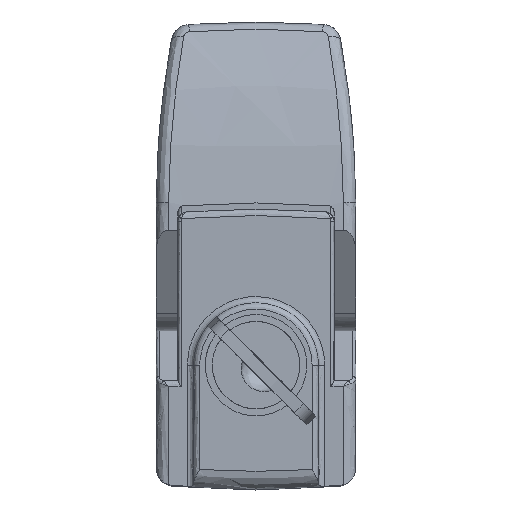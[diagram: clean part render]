
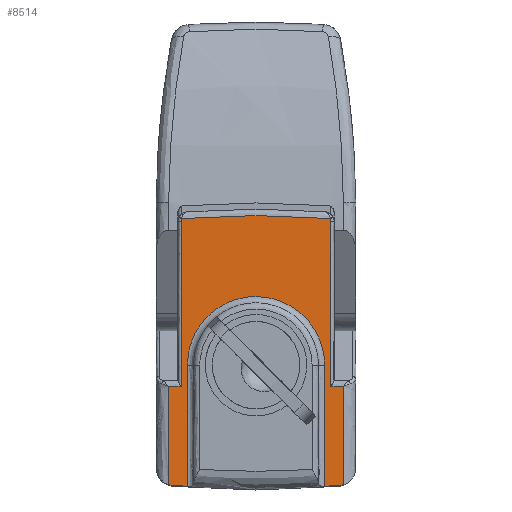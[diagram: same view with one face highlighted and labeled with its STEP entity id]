
A CAD part, front view. The second image highlights one B-rep face of the part: STEP entity #8514.
In plain terms, the highlighted free-form (B-spline) face has degree [1, 1] with [2, 2] control points.
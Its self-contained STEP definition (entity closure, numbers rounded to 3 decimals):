
#4654=CARTESIAN_POINT('',(-19.0,14.0,-11.392));
#4655=VERTEX_POINT('',#4654);
#4773=CARTESIAN_POINT('',(-19.0,-14.,-11.392));
#4774=VERTEX_POINT('',#4773);
#5005=CARTESIAN_POINT('',(-19.0,-13.587,-27.211));
#5006=VERTEX_POINT('',#5005);
#5007=CARTESIAN_POINT('',(-19.0,-14.,-27.138));
#5008=VERTEX_POINT('',#5007);
#5009=CARTESIAN_POINT('',(-19.0,-13.587,-27.211));
#5010=CARTESIAN_POINT('',(-19.,-13.727,-27.198));
#5011=CARTESIAN_POINT('',(-19.,-13.865,-27.174));
#5012=CARTESIAN_POINT('',(-19.0,-14.,-27.138));
#5013=B_SPLINE_CURVE_WITH_KNOTS('',3,(#5009,#5010,#5011,#5012),.UNSPECIFIED.,.F.,.U.,(4,4),(0.,0.42),.UNSPECIFIED.);
#5014=EDGE_CURVE('',#5006,#5008,#5013,.T.);
#5129=CARTESIAN_POINT('',(-19.0,13.587,-27.211));
#5130=VERTEX_POINT('',#5129);
#5138=CARTESIAN_POINT('',(-19.0,14.,-27.138));
#5139=VERTEX_POINT('',#5138);
#5140=CARTESIAN_POINT('',(-19.0,14.,-27.138));
#5141=CARTESIAN_POINT('',(-19.,13.865,-27.174));
#5142=CARTESIAN_POINT('',(-19.,13.727,-27.198));
#5143=CARTESIAN_POINT('',(-19.0,13.587,-27.211));
#5144=B_SPLINE_CURVE_WITH_KNOTS('',3,(#5140,#5141,#5142,#5143),.UNSPECIFIED.,.F.,.U.,(4,4),(0.,0.42),.UNSPECIFIED.);
#5145=EDGE_CURVE('',#5139,#5130,#5144,.T.);
#5211=CARTESIAN_POINT('',(-19.0,14.0,-11.392));
#5212=CARTESIAN_POINT('',(-19.0,14.,-27.138));
#5213=QUASI_UNIFORM_CURVE('',1,(#5211,#5212),.UNSPECIFIED.,.F.,.U.);
#5214=EDGE_CURVE('',#4655,#5139,#5213,.T.);
#5235=CARTESIAN_POINT('',(-19.0,-14.,-27.138));
#5236=CARTESIAN_POINT('',(-19.0,-14.,-11.392));
#5237=QUASI_UNIFORM_CURVE('',1,(#5235,#5236),.UNSPECIFIED.,.F.,.U.);
#5238=EDGE_CURVE('',#5008,#4774,#5237,.T.);
#6142=CARTESIAN_POINT('',(-19.0,-12.,15.071));
#6143=VERTEX_POINT('',#6142);
#6164=CARTESIAN_POINT('',(-19.0,-11.902,15.503));
#6165=VERTEX_POINT('',#6164);
#6175=CARTESIAN_POINT('',(-19.0,-12.,15.071));
#6176=CARTESIAN_POINT('',(-19.,-12.,15.22));
#6177=CARTESIAN_POINT('',(-19.,-11.966,15.369));
#6178=CARTESIAN_POINT('',(-19.0,-11.902,15.503));
#6179=B_SPLINE_CURVE_WITH_KNOTS('',3,(#6175,#6176,#6177,#6178),.UNSPECIFIED.,.F.,.U.,(4,4),(0.,0.447),.UNSPECIFIED.);
#6180=EDGE_CURVE('',#6143,#6165,#6179,.T.);
#6299=CARTESIAN_POINT('',(-19.0,-12.,-11.392));
#6300=VERTEX_POINT('',#6299);
#6330=CARTESIAN_POINT('',(-19.0,-12.,-11.392));
#6331=CARTESIAN_POINT('',(-19.0,-12.,15.071));
#6332=QUASI_UNIFORM_CURVE('',1,(#6330,#6331),.UNSPECIFIED.,.F.,.U.);
#6333=EDGE_CURVE('',#6300,#6143,#6332,.T.);
#6378=CARTESIAN_POINT('',(-19.0,11.902,15.503));
#6379=VERTEX_POINT('',#6378);
#6467=CARTESIAN_POINT('',(-19.0,12.,15.071));
#6468=VERTEX_POINT('',#6467);
#6478=CARTESIAN_POINT('',(-19.0,11.902,15.503));
#6479=CARTESIAN_POINT('',(-19.,11.966,15.369));
#6480=CARTESIAN_POINT('',(-19.,12.,15.22));
#6481=CARTESIAN_POINT('',(-19.0,12.,15.071));
#6482=B_SPLINE_CURVE_WITH_KNOTS('',3,(#6478,#6479,#6480,#6481),.UNSPECIFIED.,.F.,.U.,(4,4),(0.,0.447),.UNSPECIFIED.);
#6483=EDGE_CURVE('',#6379,#6468,#6482,.T.);
#6510=CARTESIAN_POINT('',(-19.0,12.,-11.392));
#6511=VERTEX_POINT('',#6510);
#6537=CARTESIAN_POINT('',(-19.0,12.,15.071));
#6538=CARTESIAN_POINT('',(-19.0,12.,-11.392));
#6539=QUASI_UNIFORM_CURVE('',1,(#6537,#6538),.UNSPECIFIED.,.F.,.U.);
#6540=EDGE_CURVE('',#6468,#6511,#6539,.T.);
#6576=CARTESIAN_POINT('',(-19.0,-11.902,15.503));
#6577=CARTESIAN_POINT('',(-19.,-3.984,16.138));
#6578=CARTESIAN_POINT('',(-19.,3.984,16.138));
#6579=CARTESIAN_POINT('',(-19.0,11.902,15.503));
#6580=B_SPLINE_CURVE_WITH_KNOTS('',3,(#6576,#6577,#6578,#6579),.UNSPECIFIED.,.F.,.U.,(4,4),(0.,23.829),.UNSPECIFIED.);
#6581=EDGE_CURVE('',#6165,#6379,#6580,.T.);
#7137=CARTESIAN_POINT('',(-19.0,-14.,-11.392));
#7138=CARTESIAN_POINT('',(-19.0,-12.,-11.392));
#7139=QUASI_UNIFORM_CURVE('',1,(#7137,#7138),.UNSPECIFIED.,.F.,.U.);
#7140=EDGE_CURVE('',#4774,#6300,#7139,.T.);
#7172=CARTESIAN_POINT('',(-19.0,12.,-11.392));
#7173=CARTESIAN_POINT('',(-19.0,14.0,-11.392));
#7174=QUASI_UNIFORM_CURVE('',1,(#7172,#7173),.UNSPECIFIED.,.F.,.U.);
#7175=EDGE_CURVE('',#6511,#4655,#7174,.T.);
#7885=CARTESIAN_POINT('',(-19.0,-11.,-27.424));
#7886=VERTEX_POINT('',#7885);
#7887=CARTESIAN_POINT('',(-19.0,-11.,-27.424));
#7888=CARTESIAN_POINT('',(-19.,-11.863,-27.361));
#7889=CARTESIAN_POINT('',(-19.,-12.726,-27.29));
#7890=CARTESIAN_POINT('',(-19.0,-13.587,-27.211));
#7891=B_SPLINE_CURVE_WITH_KNOTS('',3,(#7887,#7888,#7889,#7890),.UNSPECIFIED.,.F.,.U.,(4,4),(0.,2.596),.UNSPECIFIED.);
#7892=EDGE_CURVE('',#7886,#5006,#7891,.T.);
#7973=CARTESIAN_POINT('',(-19.0,11.,-27.424));
#7974=VERTEX_POINT('',#7973);
#8003=CARTESIAN_POINT('',(-19.0,13.587,-27.211));
#8004=CARTESIAN_POINT('',(-19.,12.726,-27.29));
#8005=CARTESIAN_POINT('',(-19.0,11.863,-27.361));
#8006=CARTESIAN_POINT('',(-19.0,11.,-27.424));
#8007=B_SPLINE_CURVE_WITH_KNOTS('',3,(#8003,#8004,#8005,#8006),.UNSPECIFIED.,.F.,.U.,(4,4),(0.,2.596),.UNSPECIFIED.);
#8008=EDGE_CURVE('',#5130,#7974,#8007,.T.);
#8039=CARTESIAN_POINT('',(-19.0,-11.,-8.0));
#8040=VERTEX_POINT('',#8039);
#8051=CARTESIAN_POINT('',(-19.0,0.,3.));
#8052=VERTEX_POINT('',#8051);
#8053=CARTESIAN_POINT('',(-19.0,0.,3.));
#8054=CARTESIAN_POINT('',(-19.,-0.945,3.));
#8055=CARTESIAN_POINT('',(-19.,-2.34,2.819));
#8056=CARTESIAN_POINT('',(-19.,-4.309,2.169));
#8057=CARTESIAN_POINT('',(-19.0,-5.999,1.305));
#8058=CARTESIAN_POINT('',(-19.,-7.738,-0.07));
#8059=CARTESIAN_POINT('',(-19.,-9.039,-1.636));
#8060=CARTESIAN_POINT('',(-19.,-9.983,-3.278));
#8061=CARTESIAN_POINT('',(-19.,-10.763,-5.3));
#8062=CARTESIAN_POINT('',(-19.,-11.,-6.965));
#8063=CARTESIAN_POINT('',(-19.0,-11.,-8.0));
#8064=B_SPLINE_CURVE_WITH_KNOTS('',3,(#8053,#8054,#8055,#8056,#8057,#8058,#8059,#8060,#8061,#8062,#8063),.UNSPECIFIED.,.F.,.U.,(4,1,1,1,1,1,1,1,4),(0.,2.835,4.185,6.21,8.505,10.799,12.284,14.174,17.279),.UNSPECIFIED.);
#8065=EDGE_CURVE('',#8052,#8040,#8064,.T.);
#8067=CARTESIAN_POINT('',(-19.0,11.0,-8.0));
#8068=VERTEX_POINT('',#8067);
#8069=CARTESIAN_POINT('',(-19.0,11.0,-8.0));
#8070=CARTESIAN_POINT('',(-19.,11.001,-6.875));
#8071=CARTESIAN_POINT('',(-19.,10.701,-4.94));
#8072=CARTESIAN_POINT('',(-19.,9.71,-2.706));
#8073=CARTESIAN_POINT('',(-19.,8.547,-0.988));
#8074=CARTESIAN_POINT('',(-19.,7.322,0.283));
#8075=CARTESIAN_POINT('',(-19.,5.612,1.535));
#8076=CARTESIAN_POINT('',(-19.,3.284,2.653));
#8077=CARTESIAN_POINT('',(-19.0,1.215,3.001));
#8078=CARTESIAN_POINT('',(-19.0,0.,3.));
#8079=B_SPLINE_CURVE_WITH_KNOTS('',3,(#8069,#8070,#8071,#8072,#8073,#8074,#8075,#8076,#8077,#8078),.UNSPECIFIED.,.F.,.U.,(4,1,1,1,1,1,1,4),(0.,3.375,5.805,7.29,9.584,11.069,13.634,17.279),.UNSPECIFIED.);
#8080=EDGE_CURVE('',#8068,#8052,#8079,.T.);
#8140=CARTESIAN_POINT('',(-19.0,11.,-27.424));
#8141=CARTESIAN_POINT('',(-19.0,11.0,-8.0));
#8142=QUASI_UNIFORM_CURVE('',1,(#8140,#8141),.UNSPECIFIED.,.F.,.U.);
#8143=EDGE_CURVE('',#7974,#8068,#8142,.T.);
#8254=CARTESIAN_POINT('',(-19.0,-11.,-8.0));
#8255=CARTESIAN_POINT('',(-19.0,-11.,-27.424));
#8256=QUASI_UNIFORM_CURVE('',1,(#8254,#8255),.UNSPECIFIED.,.F.,.U.);
#8257=EDGE_CURVE('',#8040,#7886,#8256,.T.);
#8490=CARTESIAN_POINT('',(-19.0,15.399,18.147));
#8491=CARTESIAN_POINT('',(-19.0,-15.399,18.147));
#8492=CARTESIAN_POINT('',(-19.0,15.399,-29.592));
#8493=CARTESIAN_POINT('',(-19.0,-15.399,-29.592));
#8494=B_SPLINE_SURFACE_WITH_KNOTS('',1,1,((#8490,#8492),(#8491,#8493)),.UNSPECIFIED.,.F.,.F.,.U.,(2,2),(2,2),(0.0,30.797),(0.0,47.739),.UNSPECIFIED.);
#8495=ORIENTED_EDGE('',*,*,#7892,.T.);
#8496=ORIENTED_EDGE('',*,*,#5014,.T.);
#8497=ORIENTED_EDGE('',*,*,#5238,.T.);
#8498=ORIENTED_EDGE('',*,*,#7140,.T.);
#8499=ORIENTED_EDGE('',*,*,#6333,.T.);
#8500=ORIENTED_EDGE('',*,*,#6180,.T.);
#8501=ORIENTED_EDGE('',*,*,#6581,.T.);
#8502=ORIENTED_EDGE('',*,*,#6483,.T.);
#8503=ORIENTED_EDGE('',*,*,#6540,.T.);
#8504=ORIENTED_EDGE('',*,*,#7175,.T.);
#8505=ORIENTED_EDGE('',*,*,#5214,.T.);
#8506=ORIENTED_EDGE('',*,*,#5145,.T.);
#8507=ORIENTED_EDGE('',*,*,#8008,.T.);
#8508=ORIENTED_EDGE('',*,*,#8143,.T.);
#8509=ORIENTED_EDGE('',*,*,#8080,.T.);
#8510=ORIENTED_EDGE('',*,*,#8065,.T.);
#8511=ORIENTED_EDGE('',*,*,#8257,.T.);
#8512=EDGE_LOOP('',(#8495,#8496,#8497,#8498,#8499,#8500,#8501,#8502,#8503,#8504,#8505,#8506,#8507,#8508,#8509,#8510,#8511));
#8513=FACE_OUTER_BOUND('',#8512,.T.);
#8514=ADVANCED_FACE('',(#8513),#8494,.F.);
